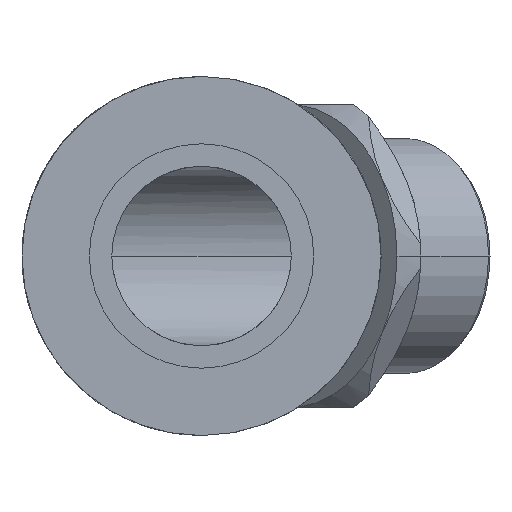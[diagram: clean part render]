
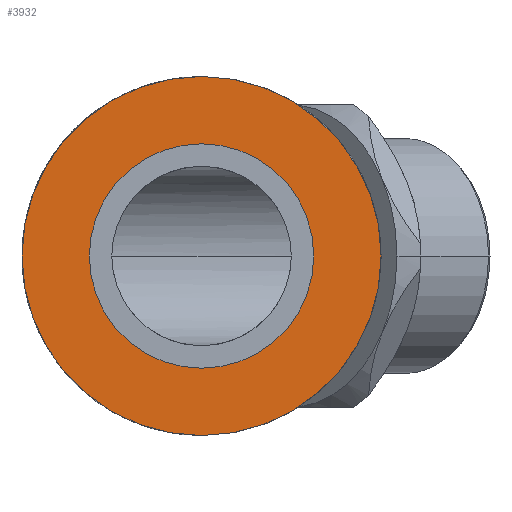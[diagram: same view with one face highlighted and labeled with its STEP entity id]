
A CAD part, left-side view. The second image highlights one B-rep face of the part: STEP entity #3932.
In plain terms, the highlighted planar face has unit normal (-1, 0, 0).
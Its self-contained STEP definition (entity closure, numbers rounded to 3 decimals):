
#38 = AXIS2_PLACEMENT_3D ( 'NONE', #7443, #7487, #1573 ) ;
#128 = CARTESIAN_POINT ( 'NONE',  ( 0., 0., 0. ) ) ;
#214 = DIRECTION ( 'NONE',  ( -1., 0., 0. ) ) ;
#260 = CARTESIAN_POINT ( 'NONE',  ( 0., 0., 0. ) ) ;
#515 = CIRCLE ( 'NONE', #6611, 16. ) ;
#573 = EDGE_CURVE ( 'NONE', #5807, #745, #6885, .T. ) ;
#745 = VERTEX_POINT ( 'NONE', #1318 ) ;
#801 = DIRECTION ( 'NONE',  ( 1., 0., 0. ) ) ;
#971 = CARTESIAN_POINT ( 'NONE',  ( 0., 0., 10. ) ) ;
#1140 = EDGE_CURVE ( 'NONE', #745, #5807, #515, .T. ) ;
#1154 = FACE_OUTER_BOUND ( 'NONE', #8653, .T. ) ;
#1318 = CARTESIAN_POINT ( 'NONE',  ( 0., 0., -16. ) ) ;
#1326 = CIRCLE ( 'NONE', #38, 10. ) ;
#1403 = AXIS2_PLACEMENT_3D ( 'NONE', #3021, #1637, #7050 ) ;
#1475 = EDGE_LOOP ( 'NONE', ( #4723, #3519 ) ) ;
#1573 = DIRECTION ( 'NONE',  ( 0., 0., -1. ) ) ;
#1637 = DIRECTION ( 'NONE',  ( 1., 0., 0. ) ) ;
#1719 = EDGE_CURVE ( 'NONE', #2583, #3938, #5474, .T. ) ;
#1732 = ORIENTED_EDGE ( 'NONE', *, *, #1140, .T. ) ;
#2382 = CARTESIAN_POINT ( 'NONE',  ( 0., 0., 16. ) ) ;
#2583 = VERTEX_POINT ( 'NONE', #6331 ) ;
#2615 = DIRECTION ( 'NONE',  ( 0., 0., 1. ) ) ;
#3021 = CARTESIAN_POINT ( 'NONE',  ( 0., 0., 0. ) ) ;
#3075 = AXIS2_PLACEMENT_3D ( 'NONE', #260, #214, #3684 ) ;
#3519 = ORIENTED_EDGE ( 'NONE', *, *, #1719, .T. ) ;
#3560 = ORIENTED_EDGE ( 'NONE', *, *, #573, .T. ) ;
#3678 = FACE_BOUND ( 'NONE', #1475, .T. ) ;
#3684 = DIRECTION ( 'NONE',  ( 0., 0., 1. ) ) ;
#3932 = ADVANCED_FACE ( 'NONE', ( #3678, #1154 ), #6476, .F. ) ;
#3938 = VERTEX_POINT ( 'NONE', #971 ) ;
#4113 = DIRECTION ( 'NONE',  ( -1., 0., 0. ) ) ;
#4305 = DIRECTION ( 'NONE',  ( 0., 0., -1. ) ) ;
#4723 = ORIENTED_EDGE ( 'NONE', *, *, #7561, .T. ) ;
#5341 = AXIS2_PLACEMENT_3D ( 'NONE', #128, #801, #4305 ) ;
#5474 = CIRCLE ( 'NONE', #5341, 10. ) ;
#5807 = VERTEX_POINT ( 'NONE', #2382 ) ;
#6331 = CARTESIAN_POINT ( 'NONE',  ( 0., 0., -10. ) ) ;
#6476 = PLANE ( 'NONE',  #1403 ) ;
#6611 = AXIS2_PLACEMENT_3D ( 'NONE', #6686, #4113, #2615 ) ;
#6686 = CARTESIAN_POINT ( 'NONE',  ( 0., 0., 0. ) ) ;
#6885 = CIRCLE ( 'NONE', #3075, 16. ) ;
#7050 = DIRECTION ( 'NONE',  ( 0., 0., -1. ) ) ;
#7443 = CARTESIAN_POINT ( 'NONE',  ( 0., 0., 0. ) ) ;
#7487 = DIRECTION ( 'NONE',  ( 1., 0., 0. ) ) ;
#7561 = EDGE_CURVE ( 'NONE', #3938, #2583, #1326, .T. ) ;
#8653 = EDGE_LOOP ( 'NONE', ( #3560, #1732 ) ) ;
